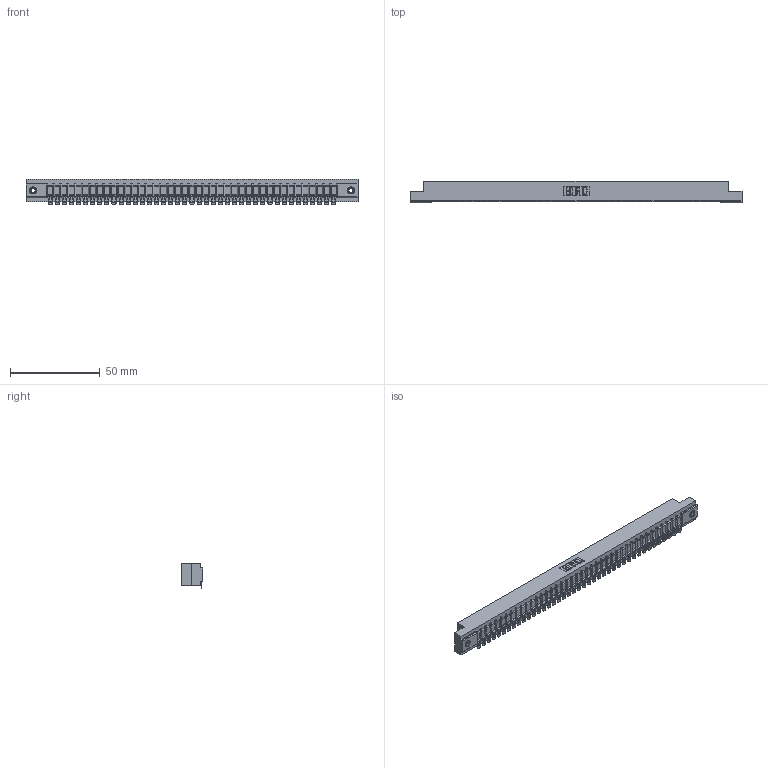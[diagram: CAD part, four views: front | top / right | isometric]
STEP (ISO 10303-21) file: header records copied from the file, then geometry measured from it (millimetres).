
FILE_DESCRIPTION (( 'STEP AP203' ), '1' );
FILE_NAME ('357-041-454-108.STEP', '2020-10-03T08:54:57', ( '' ), ( '' ), 'SwSTEP 2.0', 'SolidWorks 2020', '' );
FILE_SCHEMA (( 'CONFIG_CONTROL_DESIGN' ));
Length unit declared in the file: inch
Products named in the file (4): 307-290-002_554; 307 Part_.156 Dia Mounting Holes; 357-041-454-108; 345-250-001_345-250-003-102
Assembly tree (44 placements, depth 2):
  357-041-454-108
    307 Part_.156 Dia Mounting Holes
    307-290-002_554  x41
    345-250-001_345-250-003-102  x2
Bounding box: 185.47 x 12.01 x 14.52 mm (x, y, z)
Volume: 19848.5 mm3; surface area: 25112.3 mm2
Topology: 44 solids, 44 shells, 3541 faces, 10832 edges, 7100 vertices
Faces by surface type: plane 1988, cylinder 1453, sphere 84, cone 12, torus 4
Entity records: 37422 total; most frequent: CARTESIAN_POINT 6293, ORIENTED_EDGE 6276, DIRECTION 6130, EDGE_CURVE 3138, VECTOR 2396, LINE 2396, VERTEX_POINT 2030, AXIS2_PLACEMENT_3D 1867
